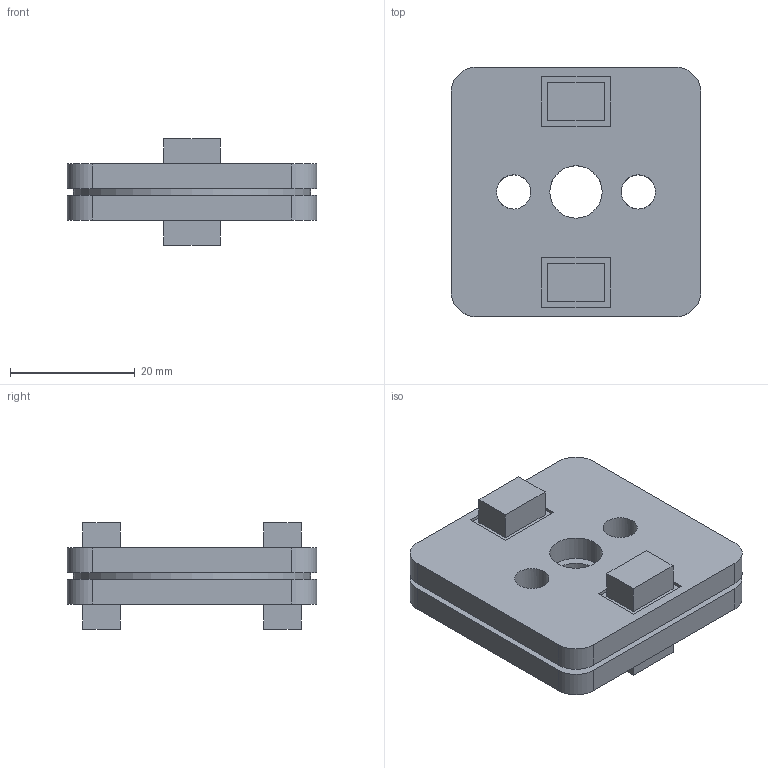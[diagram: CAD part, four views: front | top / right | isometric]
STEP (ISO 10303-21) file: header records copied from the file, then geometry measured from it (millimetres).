
FILE_DESCRIPTION(/* description */ ('KriTec Positionsverbindungssatz 8'),/* implementation_level */ '2;1');
FILE_NAME(/* name */ 'KriTec Positionsverbindungssatz 8.stp',/* time_stamp */ '2019-09-11T13:30:39+02:00',/* author */ ('Nell'),/* organization */ (''),/* preprocessor_version */ 'ST-DEVELOPER v17',/* originating_system */ 'Autodesk Inventor 2018',/* authorisation */ '');
FILE_SCHEMA (('AUTOMOTIVE_DESIGN { 1 0 10303 214 3 1 1 }'));
Length unit declared in the file: millimetre
Products named in the file (2): 11433; Positionsverbinder
Assembly tree (2 placements, depth 2):
  11433
    Positionsverbinder  x2
Bounding box: 40 x 40 x 17 mm (x, y, z)
Volume: 13314.4 mm3; surface area: 10335.7 mm2
Topology: 2 solids, 2 shells, 1072 faces, 2930 edges, 1870 vertices
Faces by surface type: plane 648, cylinder 292, cone 132
Full cylindrical faces by diameter (mm): 5.5 x4, 8.4 x2, 38 x2
Entity records: 17187 total; most frequent: CARTESIAN_POINT 3348, DIRECTION 2946, ORIENTED_EDGE 2930, EDGE_CURVE 1465, AXIS2_PLACEMENT_3D 1077, VERTEX_POINT 935, LINE 792, VECTOR 792
